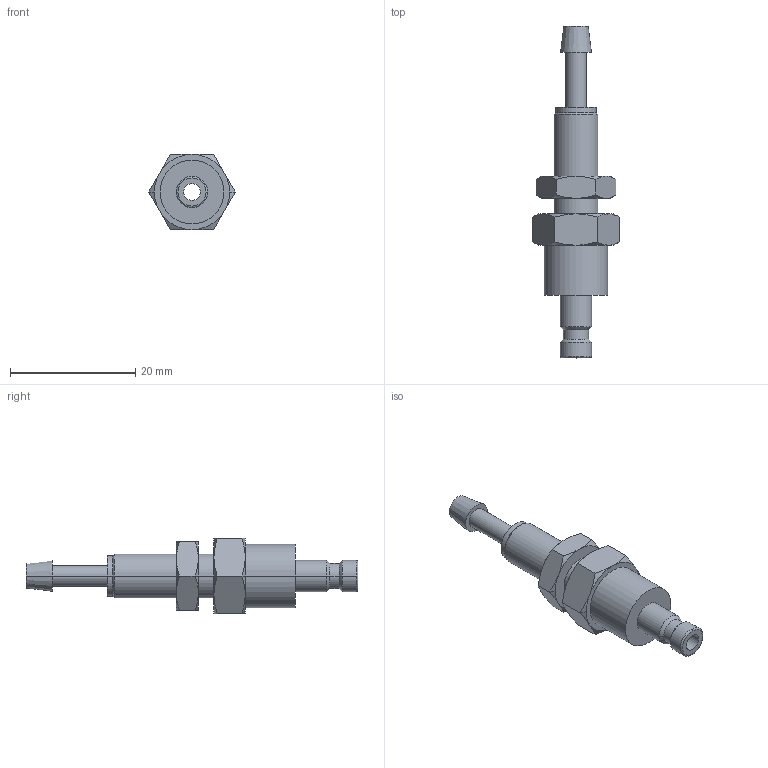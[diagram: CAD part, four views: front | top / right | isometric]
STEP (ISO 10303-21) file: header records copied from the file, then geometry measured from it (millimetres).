
FILE_DESCRIPTION(('STEP AP214'),'1');
FILE_NAME('ESMCE_3_SSVAB.stp','2020-08-17T11:37:31',('TraceParts'),('TraceParts S.A.'),'Spatial InterOp 3D',' ',' ');
FILE_SCHEMA(('AUTOMOTIVE_DESIGN { 1 0 10303 214 1 1 1 1 }'));
Length unit declared in the file: millimetre
Products named in the file (1): ESMCE_3_SSVAB_1
Bounding box: 13.86 x 53 x 12 mm (x, y, z)
Volume: 2185.1 mm3; surface area: 2158.8 mm2
Topology: 2 solids, 2 shells, 85 faces, 181 edges, 105 vertices
Faces by surface type: cone 44, plane 21, cylinder 18, torus 2
Entity records: 2778 total; most frequent: CARTESIAN_POINT 565, DIRECTION 390, ORIENTED_EDGE 362, EDGE_CURVE 181, AXIS2_PLACEMENT_3D 170, VERTEX_POINT 105, EDGE_LOOP 94, ADVANCED_FACE 85
